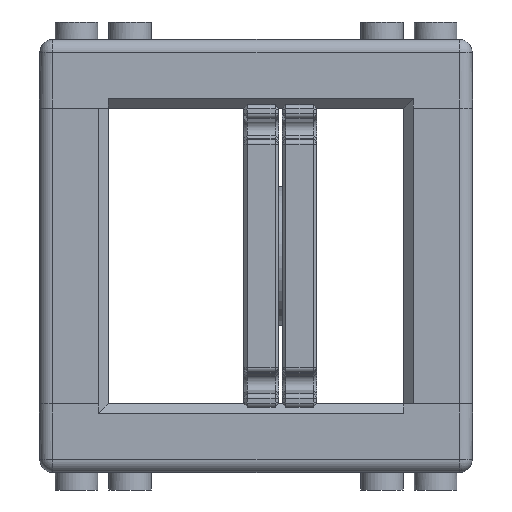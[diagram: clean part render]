
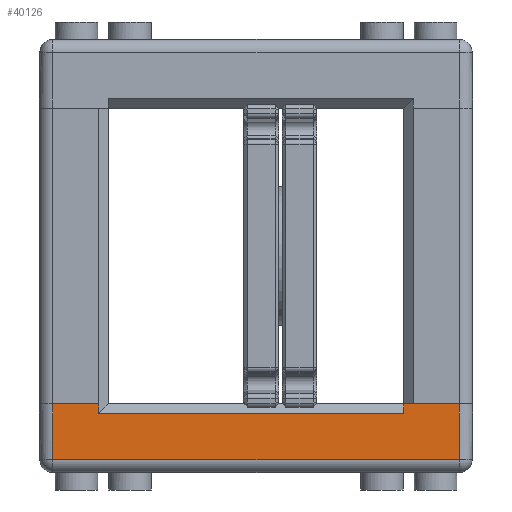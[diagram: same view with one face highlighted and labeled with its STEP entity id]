
A CAD part, left-side view. The second image highlights one B-rep face of the part: STEP entity #40126.
In plain terms, the highlighted planar face has unit normal (-1, 0, -0.009).
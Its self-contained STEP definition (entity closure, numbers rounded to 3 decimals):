
#4305=PLANE('',#42723);
#5395=FACE_OUTER_BOUND('',#7768,.T.);
#7768=EDGE_LOOP('',(#27740,#27741,#27742,#27743,#27744,#27745,#27746,#27747));
#10262=LINE('',#53781,#13575);
#10265=LINE('',#53785,#13578);
#10267=LINE('',#53788,#13580);
#10287=LINE('',#53847,#13600);
#10289=LINE('',#53851,#13602);
#10290=LINE('',#53853,#13603);
#10291=LINE('',#53855,#13604);
#10292=LINE('',#53856,#13605);
#13575=VECTOR('',#45328,10.);
#13578=VECTOR('',#45333,10.);
#13580=VECTOR('',#45337,10.);
#13600=VECTOR('',#45383,10.);
#13602=VECTOR('',#45387,10.);
#13603=VECTOR('',#45388,10.);
#13604=VECTOR('',#45389,10.);
#13605=VECTOR('',#45390,10.);
#17757=VERTEX_POINT('',#53719);
#17759=VERTEX_POINT('',#53724);
#17762=VERTEX_POINT('',#53731);
#17777=VERTEX_POINT('',#53779);
#17803=VERTEX_POINT('',#53846);
#17804=VERTEX_POINT('',#53850);
#17805=VERTEX_POINT('',#53852);
#17806=VERTEX_POINT('',#53854);
#21601=EDGE_CURVE('',#17777,#17762,#10262,.T.);
#21604=EDGE_CURVE('',#17762,#17759,#10265,.T.);
#21606=EDGE_CURVE('',#17759,#17757,#10267,.T.);
#21635=EDGE_CURVE('',#17803,#17757,#10287,.T.);
#21637=EDGE_CURVE('',#17777,#17804,#10289,.T.);
#21638=EDGE_CURVE('',#17804,#17805,#10290,.T.);
#21639=EDGE_CURVE('',#17805,#17806,#10291,.T.);
#21640=EDGE_CURVE('',#17806,#17803,#10292,.T.);
#27740=ORIENTED_EDGE('',*,*,#21606,.F.);
#27741=ORIENTED_EDGE('',*,*,#21604,.F.);
#27742=ORIENTED_EDGE('',*,*,#21601,.F.);
#27743=ORIENTED_EDGE('',*,*,#21637,.T.);
#27744=ORIENTED_EDGE('',*,*,#21638,.T.);
#27745=ORIENTED_EDGE('',*,*,#21639,.T.);
#27746=ORIENTED_EDGE('',*,*,#21640,.T.);
#27747=ORIENTED_EDGE('',*,*,#21635,.T.);
#40126=ADVANCED_FACE('',(#5395),#4305,.T.);
#42723=AXIS2_PLACEMENT_3D('',#53849,#45385,#45386);
#45328=DIRECTION('',(0.009,0.009,-1.));
#45333=DIRECTION('',(0.,1.,0.));
#45337=DIRECTION('',(-0.009,0.009,1.));
#45383=DIRECTION('',(0.,1.,0.));
#45385=DIRECTION('center_axis',(-1.,0.,
-0.009));
#45386=DIRECTION('ref_axis',(0.,1.,0.));
#45387=DIRECTION('',(0.,1.,0.));
#45388=DIRECTION('',(0.009,0.,-1.));
#45389=DIRECTION('',(0.,1.,0.));
#45390=DIRECTION('',(-0.009,0.009,1.));
#53719=CARTESIAN_POINT('',(-24.9,23.4,-17.));
#53724=CARTESIAN_POINT('',(-24.844,23.344,-23.413));
#53731=CARTESIAN_POINT('',(-24.844,-23.344,-23.413));
#53779=CARTESIAN_POINT('',(-24.9,-23.4,-17.));
#53781=CARTESIAN_POINT('',(-25.047,-23.547,-0.206));
#53785=CARTESIAN_POINT('',(-24.844,-12.45,-23.413));
#53788=CARTESIAN_POINT('',(-25.047,23.547,-0.206));
#53846=CARTESIAN_POINT('',(-24.9,18.1,-17.));
#53847=CARTESIAN_POINT('',(-24.9,-12.45,-17.));
#53849=CARTESIAN_POINT('Origin',(-25.048,-24.9,-0.001));
#53850=CARTESIAN_POINT('',(-24.9,-17.,-17.));
#53851=CARTESIAN_POINT('',(-24.9,-12.45,-17.));
#53852=CARTESIAN_POINT('',(-24.89,-17.,-18.09));
#53853=CARTESIAN_POINT('',(-24.972,-17.,-8.778));
#53854=CARTESIAN_POINT('',(-24.89,18.09,-18.09));
#53855=CARTESIAN_POINT('',(-24.89,-20.95,-18.09));
#53856=CARTESIAN_POINT('',(-24.972,18.172,-8.698));
